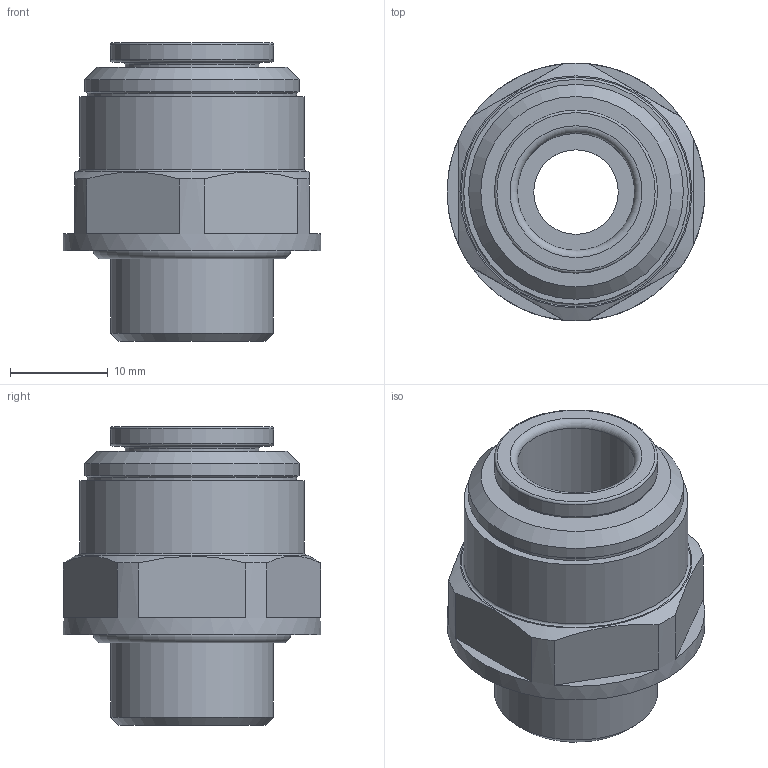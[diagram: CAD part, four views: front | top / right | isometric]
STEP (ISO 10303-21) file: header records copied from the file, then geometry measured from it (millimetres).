
FILE_DESCRIPTION(/* description */ ('STEP AP214'),/* implementation_level */ '2;1');
FILE_NAME(/* name */ '177682_CQ-3_8-12',/* time_stamp */ '2024-08-07T22:01:22+02:00',/* author */ ('License CC BY-ND 4.0'),/* organization */ ('CADENAS'),/* preprocessor_version */ 'ST-DEVELOPER v19.3',/* originating_system */ 'PARTsolutions',/* authorisation */ ' ');
FILE_SCHEMA (('AUTOMOTIVE_DESIGN {1 0 10303 214 3 1 1}'));
Length unit declared in the file: millimetre
Products named in the file (1): 177682 CQ-3/8-12
Bounding box: 26.4 x 26.4 x 30.6 mm (x, y, z)
Volume: 7757.2 mm3; surface area: 4188.2 mm2
Topology: 1 solids, 1 shells, 44 faces, 91 edges, 57 vertices
Faces by surface type: plane 22, cylinder 10, torus 8, cone 4
Full cylindrical faces by diameter (mm): 8.65 x1, 9.4 x1, 12 x1, 13.7 x1, 16.662 x1, 16.7 x1, 21.4 x1, 22 x1, 23 x1, 26.4 x1
Entity records: 1090 total; most frequent: DIRECTION 194, CARTESIAN_POINT 193, ORIENTED_EDGE 134, AXIS2_PLACEMENT_3D 88, EDGE_LOOP 76, FACE_BOUND 76, EDGE_CURVE 67, VERTEX_POINT 55
